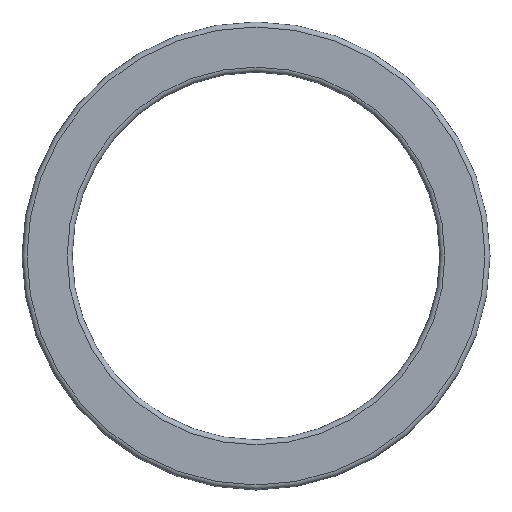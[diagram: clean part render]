
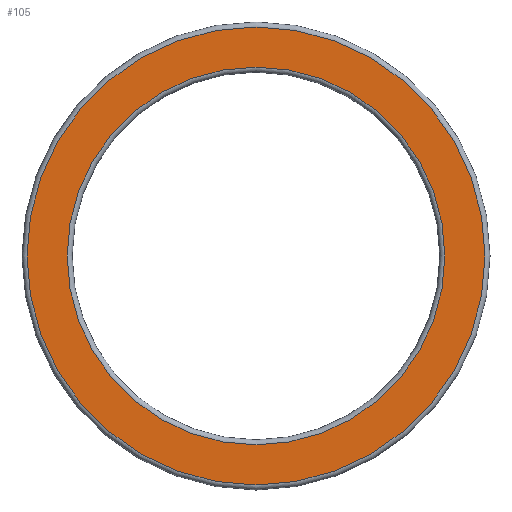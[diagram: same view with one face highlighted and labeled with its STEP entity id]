
A CAD part, front view. The second image highlights one B-rep face of the part: STEP entity #105.
In plain terms, the highlighted planar face has unit normal (0, -1, 0).
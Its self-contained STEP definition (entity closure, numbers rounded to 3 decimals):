
#14=PLANE('',#118);
#20=FACE_BOUND('',#39,.T.);
#28=FACE_OUTER_BOUND('',#38,.T.);
#38=EDGE_LOOP('',(#78));
#39=EDGE_LOOP('',(#79));
#51=CIRCLE('',#115,13.7);
#53=CIRCLE('',#119,11.3);
#59=VERTEX_POINT('',#167);
#61=VERTEX_POINT('',#173);
#67=EDGE_CURVE('',#59,#59,#51,.T.);
#69=EDGE_CURVE('',#61,#61,#53,.T.);
#78=ORIENTED_EDGE('',*,*,#67,.F.);
#79=ORIENTED_EDGE('',*,*,#69,.F.);
#105=ADVANCED_FACE('',(#28,#20),#14,.F.);
#115=AXIS2_PLACEMENT_3D('',#168,#135,#136);
#118=AXIS2_PLACEMENT_3D('',#172,#141,#142);
#119=AXIS2_PLACEMENT_3D('',#174,#143,#144);
#135=DIRECTION('center_axis',(0.,1.,0.));
#136=DIRECTION('ref_axis',(1.,0.,0.));
#141=DIRECTION('center_axis',(0.,1.,0.));
#142=DIRECTION('ref_axis',(0.,0.,1.));
#143=DIRECTION('center_axis',(0.,-1.,0.));
#144=DIRECTION('ref_axis',(1.,0.,0.));
#167=CARTESIAN_POINT('',(-13.7,0.,0.));
#168=CARTESIAN_POINT('Origin',(0.,0.,0.));
#172=CARTESIAN_POINT('Origin',(0.,0.,0.));
#173=CARTESIAN_POINT('',(-11.3,0.,0.));
#174=CARTESIAN_POINT('Origin',(0.,0.,0.));
